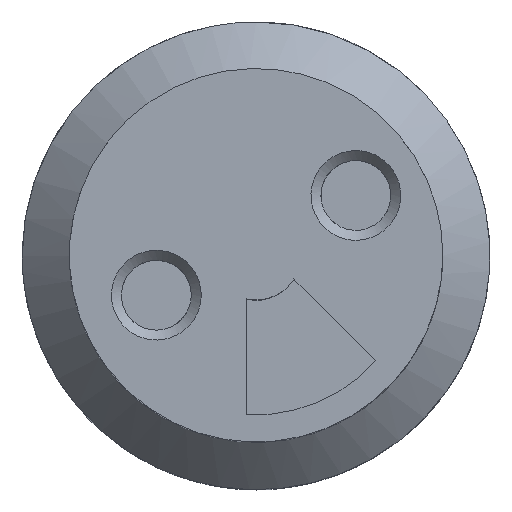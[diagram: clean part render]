
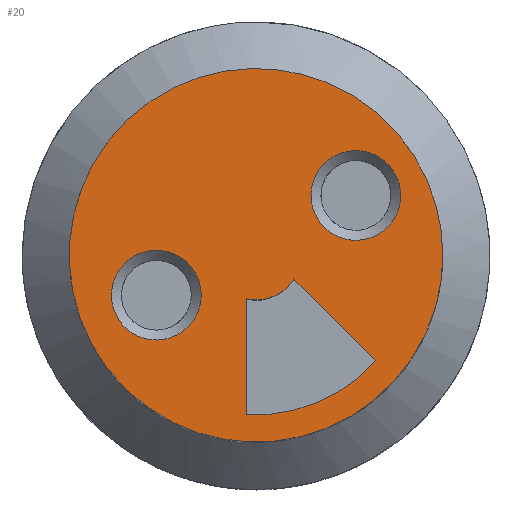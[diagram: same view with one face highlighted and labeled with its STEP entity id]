
A CAD part, top view. The second image highlights one B-rep face of the part: STEP entity #20.
In plain terms, the highlighted planar face has unit normal (0, 0, 1).
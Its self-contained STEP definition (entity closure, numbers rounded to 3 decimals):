
#14=FACE_BOUND('',#101,.T.);
#15=FACE_BOUND('',#102,.T.);
#16=FACE_BOUND('',#103,.T.);
#20=ADVANCED_FACE('',(#60,#14,#15,#16),#576,.T.);
#60=FACE_OUTER_BOUND('',#100,.T.);
#100=EDGE_LOOP('',(#149));
#101=EDGE_LOOP('',(#150));
#102=EDGE_LOOP('',(#151,#152,#153,#154));
#103=EDGE_LOOP('',(#155));
#149=ORIENTED_EDGE('',*,*,#396,.F.);
#150=ORIENTED_EDGE('',*,*,#326,.F.);
#151=ORIENTED_EDGE('',*,*,#405,.T.);
#152=ORIENTED_EDGE('',*,*,#406,.T.);
#153=ORIENTED_EDGE('',*,*,#407,.T.);
#154=ORIENTED_EDGE('',*,*,#408,.T.);
#155=ORIENTED_EDGE('',*,*,#321,.F.);
#321=EDGE_CURVE('',#500,#500,#464,.T.);
#326=EDGE_CURVE('',#503,#503,#468,.T.);
#396=EDGE_CURVE('',#504,#504,#498,.T.);
#405=EDGE_CURVE('',#551,#552,#458,.T.);
#406=EDGE_CURVE('',#552,#553,#459,.T.);
#407=EDGE_CURVE('',#553,#554,#460,.T.);
#408=EDGE_CURVE('',#554,#551,#461,.T.);
#458=B_SPLINE_CURVE_WITH_KNOTS('',3,(#1769,#1770,#1771,#1772),
 .UNSPECIFIED.,.F.,.F.,(4,4),(0.,7.518),.UNSPECIFIED.);
#459=B_SPLINE_CURVE_WITH_KNOTS('',3,(#1773,#1774,#1775,#1776),
 .UNSPECIFIED.,.F.,.F.,(4,4),(0.,5.796),.UNSPECIFIED.);
#460=B_SPLINE_CURVE_WITH_KNOTS('',3,(#1777,#1778,#1779,#1780),
 .UNSPECIFIED.,.F.,.F.,(4,4),(0.,2.939),.UNSPECIFIED.);
#461=B_SPLINE_CURVE_WITH_KNOTS('',3,(#1781,#1782,#1783,#1784),
 .UNSPECIFIED.,.F.,.F.,(4,4),(0.,5.795),.UNSPECIFIED.);
#464=(
BOUNDED_CURVE()
B_SPLINE_CURVE(2,(#1333,#1334,#1335,#1336,#1337,#1338,#1339,#1340,#1341),
 .UNSPECIFIED.,.T.,.F.)
B_SPLINE_CURVE_WITH_KNOTS((3,2,2,2,3),(0.,3.534,7.068,
10.603,14.137),.UNSPECIFIED.)
CURVE()
GEOMETRIC_REPRESENTATION_ITEM()
RATIONAL_B_SPLINE_CURVE((1.,0.707,1.,0.707,1.,0.707,
1.,0.707,1.))
REPRESENTATION_ITEM('')
);
#468=(
BOUNDED_CURVE()
B_SPLINE_CURVE(2,(#1364,#1365,#1366,#1367,#1368,#1369,#1370,#1371,#1372),
 .UNSPECIFIED.,.T.,.F.)
B_SPLINE_CURVE_WITH_KNOTS((3,2,2,2,3),(0.,3.534,7.068,
10.603,14.137),.UNSPECIFIED.)
CURVE()
GEOMETRIC_REPRESENTATION_ITEM()
RATIONAL_B_SPLINE_CURVE((1.,0.707,1.,0.707,1.,0.707,
1.,0.707,1.))
REPRESENTATION_ITEM('')
);
#498=(
BOUNDED_CURVE()
B_SPLINE_CURVE(2,(#1736,#1737,#1738,#1739,#1740,#1741,#1742,#1743,#1744),
 .UNSPECIFIED.,.T.,.F.)
B_SPLINE_CURVE_WITH_KNOTS((3,2,2,2,3),(-54.793,-41.095,
-27.397,-13.698,0.),.UNSPECIFIED.)
CURVE()
GEOMETRIC_REPRESENTATION_ITEM()
RATIONAL_B_SPLINE_CURVE((1.,0.707,1.,0.707,1.,0.707,
1.,0.707,1.))
REPRESENTATION_ITEM('')
);
#500=VERTEX_POINT('',#1269);
#503=VERTEX_POINT('',#1272);
#504=VERTEX_POINT('',#1273);
#551=VERTEX_POINT('',#1320);
#552=VERTEX_POINT('',#1321);
#553=VERTEX_POINT('',#1322);
#554=VERTEX_POINT('',#1323);
#576=PLANE('',#685);
#685=AXIS2_PLACEMENT_3D('',#745,#706,$);
#706=DIRECTION('',(0.,0.,1.));
#745=CARTESIAN_POINT('',(-34.268,88.348,-18.639));
#1269=CARTESIAN_POINT('',(-27.896,75.485,-18.639));
#1272=CARTESIAN_POINT('',(-17.896,80.485,-18.639));
#1273=CARTESIAN_POINT('',(-15.361,78.801,-18.639));
#1320=CARTESIAN_POINT('',(-18.715,73.526,-18.639));
#1321=CARTESIAN_POINT('',(-25.191,70.821,-18.639));
#1322=CARTESIAN_POINT('',(-25.213,76.617,-18.639));
#1323=CARTESIAN_POINT('',(-22.823,77.613,-18.639));
#1333=CARTESIAN_POINT('',(-27.896,75.485,-18.639));
#1334=CARTESIAN_POINT('',(-26.58,77.31,-18.639));
#1335=CARTESIAN_POINT('',(-28.404,78.626,-18.639));
#1336=CARTESIAN_POINT('',(-30.229,79.942,-18.639));
#1337=CARTESIAN_POINT('',(-31.545,78.118,-18.639));
#1338=CARTESIAN_POINT('',(-32.862,76.293,-18.639));
#1339=CARTESIAN_POINT('',(-31.037,74.977,-18.639));
#1340=CARTESIAN_POINT('',(-29.212,73.66,-18.639));
#1341=CARTESIAN_POINT('',(-27.896,75.485,-18.639));
#1364=CARTESIAN_POINT('',(-17.896,80.485,-18.639));
#1365=CARTESIAN_POINT('',(-16.58,82.31,-18.639));
#1366=CARTESIAN_POINT('',(-18.404,83.626,-18.639));
#1367=CARTESIAN_POINT('',(-20.229,84.942,-18.639));
#1368=CARTESIAN_POINT('',(-21.545,83.118,-18.639));
#1369=CARTESIAN_POINT('',(-22.862,81.293,-18.639));
#1370=CARTESIAN_POINT('',(-21.037,79.977,-18.639));
#1371=CARTESIAN_POINT('',(-19.212,78.66,-18.639));
#1372=CARTESIAN_POINT('',(-17.896,80.485,-18.639));
#1736=CARTESIAN_POINT('',(-15.361,78.801,-18.639));
#1737=CARTESIAN_POINT('',(-15.361,69.442,-18.639));
#1738=CARTESIAN_POINT('',(-24.721,69.442,-18.639));
#1739=CARTESIAN_POINT('',(-34.081,69.442,-18.639));
#1740=CARTESIAN_POINT('',(-34.081,78.801,-18.639));
#1741=CARTESIAN_POINT('',(-34.081,88.161,-18.639));
#1742=CARTESIAN_POINT('',(-24.721,88.161,-18.639));
#1743=CARTESIAN_POINT('',(-15.361,88.161,-18.639));
#1744=CARTESIAN_POINT('',(-15.361,78.801,-18.639));
#1769=CARTESIAN_POINT('',(-18.715,73.526,-18.639));
#1770=CARTESIAN_POINT('',(-20.342,71.674,-18.639));
#1771=CARTESIAN_POINT('',(-22.731,70.676,-18.639));
#1772=CARTESIAN_POINT('',(-25.191,70.821,-18.639));
#1773=CARTESIAN_POINT('',(-25.191,70.821,-18.639));
#1774=CARTESIAN_POINT('',(-25.198,72.753,-18.639));
#1775=CARTESIAN_POINT('',(-25.206,74.685,-18.639));
#1776=CARTESIAN_POINT('',(-25.213,76.617,-18.639));
#1777=CARTESIAN_POINT('',(-25.213,76.617,-18.639));
#1778=CARTESIAN_POINT('',(-24.286,76.408,-18.639));
#1779=CARTESIAN_POINT('',(-23.328,76.807,-18.639));
#1780=CARTESIAN_POINT('',(-22.823,77.613,-18.639));
#1781=CARTESIAN_POINT('',(-22.823,77.613,-18.639));
#1782=CARTESIAN_POINT('',(-21.454,76.25,-18.639));
#1783=CARTESIAN_POINT('',(-20.085,74.888,-18.639));
#1784=CARTESIAN_POINT('',(-18.715,73.526,-18.639));
